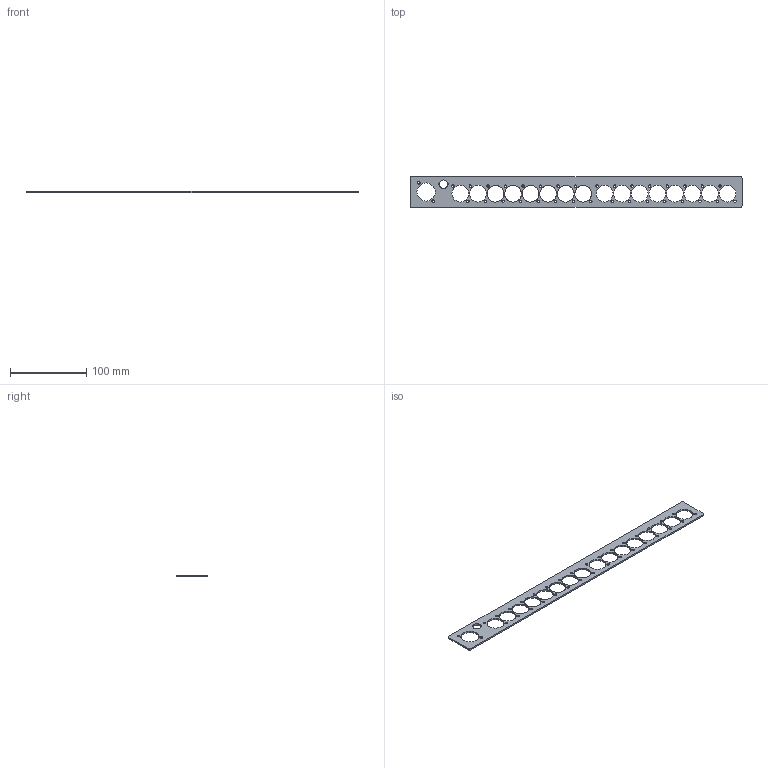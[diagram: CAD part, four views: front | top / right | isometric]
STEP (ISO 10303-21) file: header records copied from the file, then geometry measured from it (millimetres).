
FILE_DESCRIPTION(('STEP AP214'),'1');
FILE_NAME('Panel-D+Powercon.stp','2020-02-19T09:06:02',(' '),(' '),'Spatial InterOp 3D',' ',' ');
FILE_SCHEMA(('AUTOMOTIVE_DESIGN { 1 0 10303 214 1 1 1 1 }'));
Length unit declared in the file: metre
Products named in the file (1): 1578932599
Bounding box: 435 x 40 x 2 mm (x, y, z)
Volume: 20973.7 mm3; surface area: 25994.4 mm2
Topology: 1 solids, 1 shells, 77 faces, 258 edges, 183 vertices
Faces by surface type: cylinder 61, plane 16
Full cylindrical faces by diameter (mm): 3.2 x32, 3.5 x2, 22 x16, 23.9 x1
Entity records: 4113 total; most frequent: CARTESIAN_POINT 1416, DIRECTION 380, ORIENTED_EDGE 348, EDGE_LOOP 232, EDGE_CURVE 174, AXIS2_PLACEMENT_3D 164, VERTEX_POINT 150, FACE_OUTER_BOUND 128
